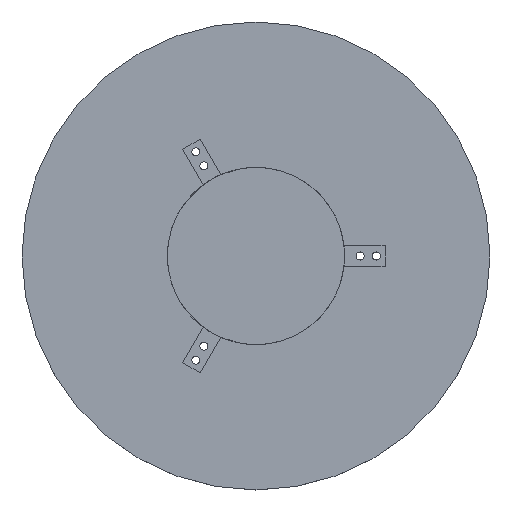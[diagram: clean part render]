
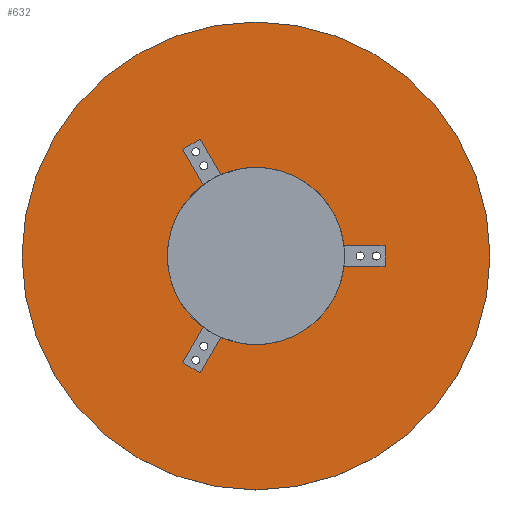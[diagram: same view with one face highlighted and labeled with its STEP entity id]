
A CAD part, top view. The second image highlights one B-rep face of the part: STEP entity #632.
In plain terms, the highlighted planar face has unit normal (0, 0, 1).
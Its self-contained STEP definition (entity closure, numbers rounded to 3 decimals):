
#1 = CARTESIAN_POINT ( 'NONE',  ( 99.501, 66.107, 0. ) ) ;
#10 = DIRECTION ( 'NONE',  ( -0.5, -0.866, 0. ) ) ;
#30 = DIRECTION ( 'NONE',  ( 1., 0., 0. ) ) ;
#44 = EDGE_CURVE ( 'NONE', #1412, #130, #1308, .T. ) ;
#79 = ORIENTED_EDGE ( 'NONE', *, *, #1354, .F. ) ;
#84 = EDGE_CURVE ( 'NONE', #639, #318, #215, .T. ) ;
#87 = CARTESIAN_POINT ( 'NONE',  ( 99.501, -66.107, 0. ) ) ;
#95 = VECTOR ( 'NONE', #993, 1000. ) ;
#98 = ORIENTED_EDGE ( 'NONE', *, *, #476, .F. ) ;
#113 = VERTEX_POINT ( 'NONE', #1 ) ;
#123 = VERTEX_POINT ( 'NONE', #480 ) ;
#130 = VERTEX_POINT ( 'NONE', #87 ) ;
#145 = LINE ( 'NONE', #1489, #1520 ) ;
#146 = DIRECTION ( 'NONE',  ( 0.866, -0.5, 0. ) ) ;
#154 = DIRECTION ( 'NONE',  ( 0., 0., 1. ) ) ;
#155 = EDGE_CURVE ( 'NONE', #1047, #1523, #592, .T. ) ;
#167 = CIRCLE ( 'NONE', #1048, 55. ) ;
#182 = DIRECTION ( 'NONE',  ( -1., 0., 0. ) ) ;
#186 = ORIENTED_EDGE ( 'NONE', *, *, #913, .F. ) ;
#205 = EDGE_LOOP ( 'NONE', ( #98, #79, #1474, #531, #1471, #554, #186, #673, #1241, #935, #709, #1401, #1029 ) ) ;
#215 = LINE ( 'NONE', #966, #1457 ) ;
#235 = DIRECTION ( 'NONE',  ( -0.866, -0.5, 0. ) ) ;
#247 = CARTESIAN_POINT ( 'NONE',  ( 0., 0., 0. ) ) ;
#265 = DIRECTION ( 'NONE',  ( 1., 0., 0. ) ) ;
#267 = LINE ( 'NONE', #853, #1353 ) ;
#298 = DIRECTION ( 'NONE',  ( 1., 0., 0. ) ) ;
#305 = VERTEX_POINT ( 'NONE', #779 ) ;
#310 = PLANE ( 'NONE',  #1316 ) ;
#318 = VERTEX_POINT ( 'NONE', #456 ) ;
#323 = EDGE_CURVE ( 'NONE', #1044, #825, #777, .T. ) ;
#343 = CIRCLE ( 'NONE', #815, 55. ) ;
#348 = VECTOR ( 'NONE', #146, 1000. ) ;
#354 = CIRCLE ( 'NONE', #759, 145. ) ;
#404 = CARTESIAN_POINT ( 'NONE',  ( 112.185, 44.138, 0. ) ) ;
#408 = DIRECTION ( 'NONE',  ( 0.5, -0.866, 0. ) ) ;
#414 = FACE_OUTER_BOUND ( 'NONE', #791, .T. ) ;
#444 = VECTOR ( 'NONE', #742, 1000. ) ;
#456 = CARTESIAN_POINT ( 'NONE',  ( 110.499, 72.457, 0. ) ) ;
#476 = EDGE_CURVE ( 'NONE', #923, #639, #343, .T. ) ;
#479 = CIRCLE ( 'NONE', #634, 55. ) ;
#480 = CARTESIAN_POINT ( 'NONE',  ( 225., -6.35, 0. ) ) ;
#513 = AXIS2_PLACEMENT_3D ( 'NONE', #1390, #1509, #1517 ) ;
#526 = CARTESIAN_POINT ( 'NONE',  ( 110.499, -72.457, 0. ) ) ;
#531 = ORIENTED_EDGE ( 'NONE', *, *, #1026, .F. ) ;
#553 = VERTEX_POINT ( 'NONE', #1239 ) ;
#554 = ORIENTED_EDGE ( 'NONE', *, *, #965, .F. ) ;
#563 = ORIENTED_EDGE ( 'NONE', *, *, #323, .T. ) ;
#569 = ORIENTED_EDGE ( 'NONE', *, *, #1440, .T. ) ;
#592 = CIRCLE ( 'NONE', #778, 55. ) ;
#605 = LINE ( 'NONE', #1204, #444 ) ;
#632 = ADVANCED_FACE ( 'NONE', ( #1507, #414 ), #310, .F. ) ;
#634 = AXIS2_PLACEMENT_3D ( 'NONE', #1002, #1475, #1357 ) ;
#639 = VERTEX_POINT ( 'NONE', #1376 ) ;
#657 = CARTESIAN_POINT ( 'NONE',  ( 145., 0., 0. ) ) ;
#658 = VECTOR ( 'NONE', #10, 1000. ) ;
#673 = ORIENTED_EDGE ( 'NONE', *, *, #44, .F. ) ;
#709 = ORIENTED_EDGE ( 'NONE', *, *, #1065, .F. ) ;
#721 = DIRECTION ( 'NONE',  ( 0., 1., 0. ) ) ;
#742 = DIRECTION ( 'NONE',  ( -1., 0., 0. ) ) ;
#757 = CARTESIAN_POINT ( 'NONE',  ( 145., 0., 0. ) ) ;
#759 = AXIS2_PLACEMENT_3D ( 'NONE', #657, #1247, #298 ) ;
#765 = CARTESIAN_POINT ( 'NONE',  ( 90., 0., 0. ) ) ;
#767 = CARTESIAN_POINT ( 'NONE',  ( 147.999, -7.505, 0. ) ) ;
#777 = CIRCLE ( 'NONE', #513, 145. ) ;
#778 = AXIS2_PLACEMENT_3D ( 'NONE', #1110, #1210, #265 ) ;
#779 = CARTESIAN_POINT ( 'NONE',  ( 225., 6.35, 0. ) ) ;
#791 = EDGE_LOOP ( 'NONE', ( #563, #569 ) ) ;
#796 = CARTESIAN_POINT ( 'NONE',  ( 90., 0., 0. ) ) ;
#815 = AXIS2_PLACEMENT_3D ( 'NONE', #1176, #822, #831 ) ;
#822 = DIRECTION ( 'NONE',  ( 0., 0., 1. ) ) ;
#825 = VERTEX_POINT ( 'NONE', #247 ) ;
#829 = LINE ( 'NONE', #1426, #846 ) ;
#831 = DIRECTION ( 'NONE',  ( 1., 0., 0. ) ) ;
#846 = VECTOR ( 'NONE', #235, 1000. ) ;
#853 = CARTESIAN_POINT ( 'NONE',  ( 225., 6.35, 0. ) ) ;
#870 = CARTESIAN_POINT ( 'NONE',  ( 137.001, 1.155, 0. ) ) ;
#913 = EDGE_CURVE ( 'NONE', #130, #1073, #1344, .T. ) ;
#923 = VERTEX_POINT ( 'NONE', #1219 ) ;
#935 = ORIENTED_EDGE ( 'NONE', *, *, #155, .F. ) ;
#965 = EDGE_CURVE ( 'NONE', #1073, #553, #1361, .T. ) ;
#966 = CARTESIAN_POINT ( 'NONE',  ( 147.999, 7.505, 0. ) ) ;
#993 = DIRECTION ( 'NONE',  ( 0.5, 0.866, 0. ) ) ;
#1002 = CARTESIAN_POINT ( 'NONE',  ( 145., 0., 0. ) ) ;
#1026 = EDGE_CURVE ( 'NONE', #1217, #123, #145, .T. ) ;
#1029 = ORIENTED_EDGE ( 'NONE', *, *, #84, .F. ) ;
#1044 = VERTEX_POINT ( 'NONE', #1467 ) ;
#1047 = VERTEX_POINT ( 'NONE', #404 ) ;
#1048 = AXIS2_PLACEMENT_3D ( 'NONE', #757, #154, #1112 ) ;
#1063 = DIRECTION ( 'NONE',  ( -0.5, 0.866, 0. ) ) ;
#1065 = EDGE_CURVE ( 'NONE', #113, #1047, #1127, .T. ) ;
#1073 = VERTEX_POINT ( 'NONE', #526 ) ;
#1076 = EDGE_CURVE ( 'NONE', #553, #1217, #167, .T. ) ;
#1083 = EDGE_CURVE ( 'NONE', #1523, #1412, #479, .T. ) ;
#1093 = CARTESIAN_POINT ( 'NONE',  ( 110.499, -72.457, 0. ) ) ;
#1110 = CARTESIAN_POINT ( 'NONE',  ( 145., 0., 0. ) ) ;
#1112 = DIRECTION ( 'NONE',  ( 1., 0., 0. ) ) ;
#1127 = LINE ( 'NONE', #870, #1228 ) ;
#1129 = DIRECTION ( 'NONE',  ( 0., 0., -1. ) ) ;
#1176 = CARTESIAN_POINT ( 'NONE',  ( 145., 0., 0. ) ) ;
#1202 = CARTESIAN_POINT ( 'NONE',  ( 199.632, -6.35, 0. ) ) ;
#1204 = CARTESIAN_POINT ( 'NONE',  ( 150., 6.35, 0. ) ) ;
#1210 = DIRECTION ( 'NONE',  ( 0., 0., 1. ) ) ;
#1217 = VERTEX_POINT ( 'NONE', #1202 ) ;
#1219 = CARTESIAN_POINT ( 'NONE',  ( 199.632, 6.35, 0. ) ) ;
#1228 = VECTOR ( 'NONE', #408, 1000. ) ;
#1239 = CARTESIAN_POINT ( 'NONE',  ( 123.183, -50.488, 0. ) ) ;
#1241 = ORIENTED_EDGE ( 'NONE', *, *, #1083, .F. ) ;
#1247 = DIRECTION ( 'NONE',  ( 0., 0., 1. ) ) ;
#1308 = LINE ( 'NONE', #1423, #658 ) ;
#1316 = AXIS2_PLACEMENT_3D ( 'NONE', #796, #1129, #182 ) ;
#1324 = EDGE_CURVE ( 'NONE', #318, #113, #829, .T. ) ;
#1344 = LINE ( 'NONE', #1093, #348 ) ;
#1353 = VECTOR ( 'NONE', #721, 1000. ) ;
#1354 = EDGE_CURVE ( 'NONE', #305, #923, #605, .T. ) ;
#1357 = DIRECTION ( 'NONE',  ( 1., 0., 0. ) ) ;
#1361 = LINE ( 'NONE', #767, #95 ) ;
#1376 = CARTESIAN_POINT ( 'NONE',  ( 123.183, 50.488, 0. ) ) ;
#1379 = EDGE_CURVE ( 'NONE', #123, #305, #267, .T. ) ;
#1390 = CARTESIAN_POINT ( 'NONE',  ( 145., 0., 0. ) ) ;
#1401 = ORIENTED_EDGE ( 'NONE', *, *, #1324, .F. ) ;
#1412 = VERTEX_POINT ( 'NONE', #1437 ) ;
#1423 = CARTESIAN_POINT ( 'NONE',  ( 137.001, -1.155, 0. ) ) ;
#1426 = CARTESIAN_POINT ( 'NONE',  ( 99.501, 66.107, 0. ) ) ;
#1437 = CARTESIAN_POINT ( 'NONE',  ( 112.185, -44.138, 0. ) ) ;
#1440 = EDGE_CURVE ( 'NONE', #825, #1044, #354, .T. ) ;
#1457 = VECTOR ( 'NONE', #1063, 1000. ) ;
#1467 = CARTESIAN_POINT ( 'NONE',  ( 290., 0., 0. ) ) ;
#1471 = ORIENTED_EDGE ( 'NONE', *, *, #1076, .F. ) ;
#1474 = ORIENTED_EDGE ( 'NONE', *, *, #1379, .F. ) ;
#1475 = DIRECTION ( 'NONE',  ( 0., 0., 1. ) ) ;
#1489 = CARTESIAN_POINT ( 'NONE',  ( 150., -6.35, 0. ) ) ;
#1507 = FACE_BOUND ( 'NONE', #205, .T. ) ;
#1509 = DIRECTION ( 'NONE',  ( 0., 0., 1. ) ) ;
#1517 = DIRECTION ( 'NONE',  ( 1., 0., 0. ) ) ;
#1520 = VECTOR ( 'NONE', #30, 1000. ) ;
#1523 = VERTEX_POINT ( 'NONE', #765 ) ;
